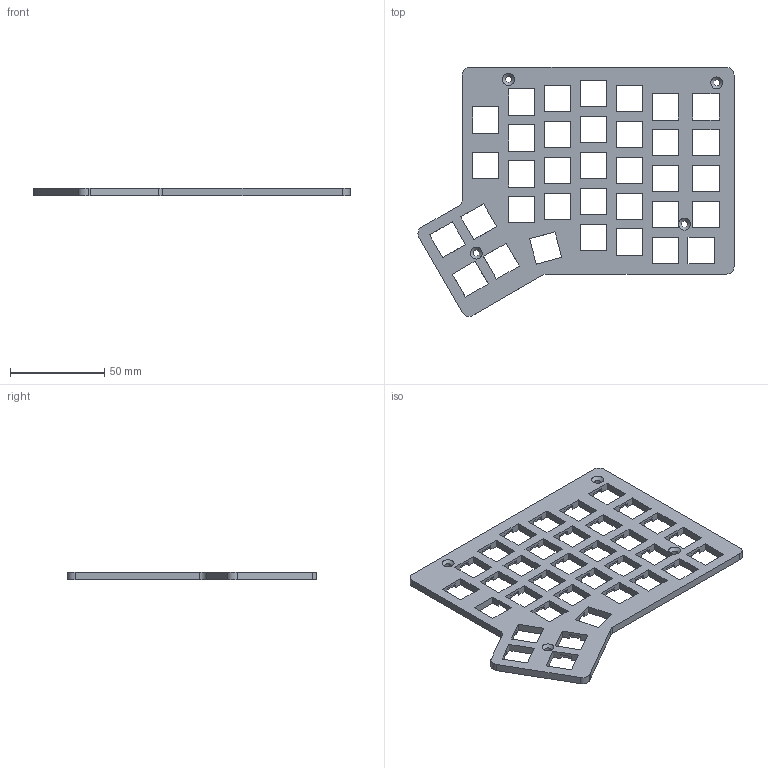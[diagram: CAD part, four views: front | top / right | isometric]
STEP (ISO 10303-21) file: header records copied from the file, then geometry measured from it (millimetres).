
FILE_DESCRIPTION(/* description */ ('STEP AP214'),/* implementation_level */ '2;1');
FILE_NAME(/* name */ '602b09bd76f681188276f08b',/* time_stamp */ '2021-02-15T23:54:40+00:00',/* author */ (''),/* organization */ (''),/* preprocessor_version */ 'ST-DEVELOPER v18.1',/* originating_system */ ' ',/* authorisation */ ' ');
FILE_SCHEMA (('AUTOMOTIVE_DESIGN {1 0 10303 214 3 1 1}'));
Length unit declared in the file: metre
Products named in the file (1): Top Right
Bounding box: 167.77 x 132.15 x 4 mm (x, y, z)
Volume: 39158 mm3; surface area: 31083.2 mm2
Topology: 1 solids, 1 shells, 445 faces, 1328 edges, 884 vertices
Faces by surface type: plane 430, cylinder 11, cone 4
Full cylindrical faces by diameter (mm): 3.389 x4
Entity records: 14834 total; most frequent: CARTESIAN_POINT 2771, ORIENTED_EDGE 2638, DIRECTION 2196, EDGE_CURVE 1319, LINE 1252, VECTOR 1252, VERTEX_POINT 883, EDGE_LOOP 530
